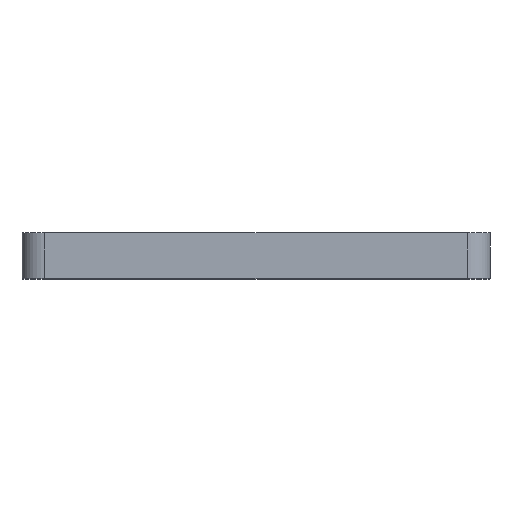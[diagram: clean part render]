
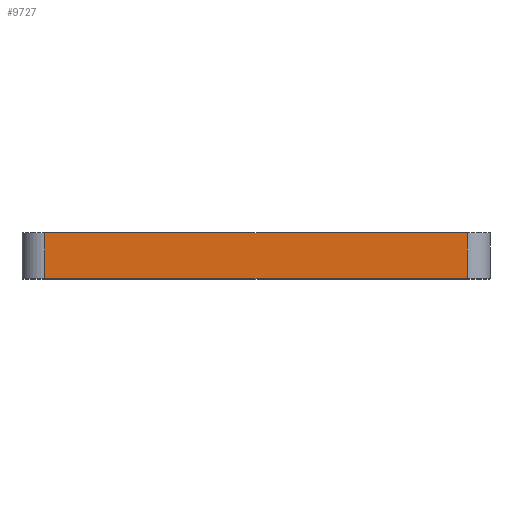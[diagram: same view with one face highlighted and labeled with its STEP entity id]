
A CAD part, top view. The second image highlights one B-rep face of the part: STEP entity #9727.
In plain terms, the highlighted planar face has unit normal (0, 0, 1).
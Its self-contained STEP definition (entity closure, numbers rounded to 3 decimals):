
#52 = EDGE_CURVE ( 'NONE', #2661, #9570, #10832, .T. ) ;
#1012 = EDGE_CURVE ( 'NONE', #7758, #9570, #7325, .T. ) ;
#1098 = EDGE_CURVE ( 'NONE', #6291, #2661, #2614, .T. ) ;
#1146 = CARTESIAN_POINT ( 'NONE',  ( -20.5, 4., 20.5 ) ) ;
#2326 = DIRECTION ( 'NONE',  ( 1., 0., 0. ) ) ;
#2369 = FACE_OUTER_BOUND ( 'NONE', #10762, .T. ) ;
#2594 = DIRECTION ( 'NONE',  ( -1., 0., 0. ) ) ;
#2614 = LINE ( 'NONE', #9539, #11678 ) ;
#2661 = VERTEX_POINT ( 'NONE', #6553 ) ;
#3324 = DIRECTION ( 'NONE',  ( 1., 0., 0. ) ) ;
#3735 = VECTOR ( 'NONE', #2326, 1000. ) ;
#4073 = CARTESIAN_POINT ( 'NONE',  ( 18.5, 4., 20.5 ) ) ;
#4117 = DIRECTION ( 'NONE',  ( 0., 1., 0. ) ) ;
#4210 = EDGE_CURVE ( 'NONE', #7758, #6291, #10385, .T. ) ;
#4519 = VECTOR ( 'NONE', #11517, 1000. ) ;
#5629 = VECTOR ( 'NONE', #4117, 1000. ) ;
#5709 = CARTESIAN_POINT ( 'NONE',  ( -20.5, 4., 20.5 ) ) ;
#5941 = ORIENTED_EDGE ( 'NONE', *, *, #1098, .T. ) ;
#6291 = VERTEX_POINT ( 'NONE', #12678 ) ;
#6553 = CARTESIAN_POINT ( 'NONE',  ( 18.5, 0., 20.5 ) ) ;
#7325 = LINE ( 'NONE', #1146, #3735 ) ;
#7758 = VERTEX_POINT ( 'NONE', #8398 ) ;
#7983 = AXIS2_PLACEMENT_3D ( 'NONE', #5709, #8779, #2594 ) ;
#8398 = CARTESIAN_POINT ( 'NONE',  ( -18.5, 4., 20.5 ) ) ;
#8779 = DIRECTION ( 'NONE',  ( 0., 0., -1. ) ) ;
#8932 = ORIENTED_EDGE ( 'NONE', *, *, #52, .T. ) ;
#9539 = CARTESIAN_POINT ( 'NONE',  ( -20.5, 0., 20.5 ) ) ;
#9570 = VERTEX_POINT ( 'NONE', #9631 ) ;
#9597 = ORIENTED_EDGE ( 'NONE', *, *, #1012, .F. ) ;
#9631 = CARTESIAN_POINT ( 'NONE',  ( 18.5, 4., 20.5 ) ) ;
#9727 = ADVANCED_FACE ( 'NONE', ( #2369 ), #9758, .F. ) ;
#9758 = PLANE ( 'NONE',  #7983 ) ;
#10385 = LINE ( 'NONE', #10499, #4519 ) ;
#10455 = ORIENTED_EDGE ( 'NONE', *, *, #4210, .T. ) ;
#10499 = CARTESIAN_POINT ( 'NONE',  ( -18.5, 4., 20.5 ) ) ;
#10762 = EDGE_LOOP ( 'NONE', ( #9597, #10455, #5941, #8932 ) ) ;
#10832 = LINE ( 'NONE', #4073, #5629 ) ;
#11517 = DIRECTION ( 'NONE',  ( 0., -1., 0. ) ) ;
#11678 = VECTOR ( 'NONE', #3324, 1000. ) ;
#12678 = CARTESIAN_POINT ( 'NONE',  ( -18.5, 0., 20.5 ) ) ;
